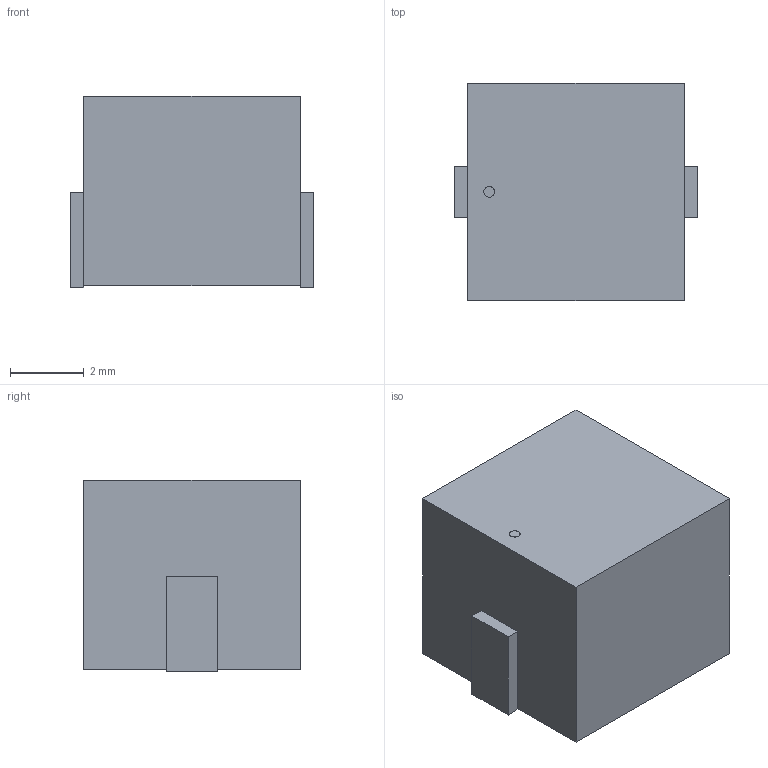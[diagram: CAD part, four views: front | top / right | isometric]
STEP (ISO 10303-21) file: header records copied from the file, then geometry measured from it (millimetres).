
FILE_DESCRIPTION(('STEP AP214'),'1');
FILE_NAME('SW_3983_ADA','2025-02-17T11:56:46',(''),(''),'','','');
FILE_SCHEMA(('AUTOMOTIVE_DESIGN'));
Length unit declared in the file: millimetre
Products named in the file (1): product
Bounding box: 6.6 x 5.89 x 5.21 mm (x, y, z)
Volume: 181.6 mm3; surface area: 211.3 mm2
Topology: 4 solids, 4 shells, 25 faces, 45 edges, 28 vertices
Faces by surface type: plane 24, cylinder 1
Full cylindrical faces by diameter (mm): 0.295 x1
Entity records: 753 total; most frequent: DIRECTION 100, ORIENTED_EDGE 100, CARTESIAN_POINT 59, EDGE_CURVE 44, LINE 42, VECTOR 42, VERTEX_POINT 30, AXIS2_PLACEMENT_3D 29
